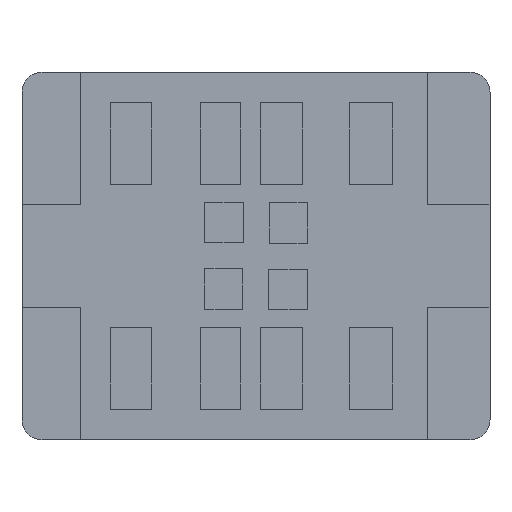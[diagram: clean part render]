
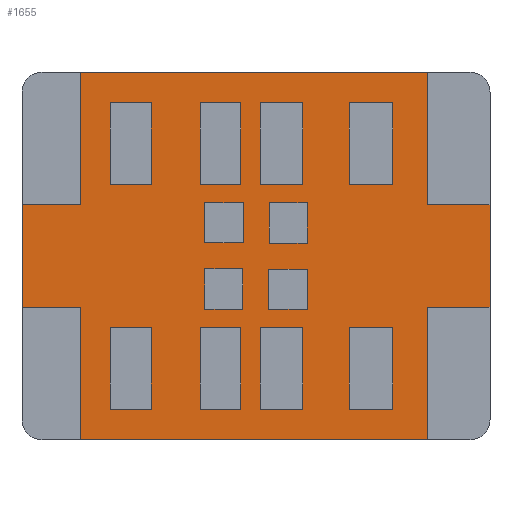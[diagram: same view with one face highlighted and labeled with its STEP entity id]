
A CAD part, front view. The second image highlights one B-rep face of the part: STEP entity #1655.
In plain terms, the highlighted planar face has unit normal (0, -1, 0).
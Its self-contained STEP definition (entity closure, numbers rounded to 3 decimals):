
#48=PLANE('',#1797);
#151=FACE_OUTER_BOUND('',#261,.T.);
#261=EDGE_LOOP('',(#1197,#1198,#1199,#1200,#1201,#1202,#1203,#1204));
#371=LINE('',#2397,#583);
#374=LINE('',#2403,#586);
#375=LINE('',#2407,#587);
#376=LINE('',#2411,#588);
#583=VECTOR('',#1931,10.);
#586=VECTOR('',#1936,10.);
#587=VECTOR('',#1939,10.);
#588=VECTOR('',#1942,10.);
#794=CIRCLE('',#1795,0.6);
#795=CIRCLE('',#1798,0.6);
#796=CIRCLE('',#1799,0.6);
#797=CIRCLE('',#1800,0.6);
#811=VERTEX_POINT('',#2390);
#812=VERTEX_POINT('',#2392);
#813=VERTEX_POINT('',#2396);
#815=VERTEX_POINT('',#2402);
#816=VERTEX_POINT('',#2404);
#817=VERTEX_POINT('',#2406);
#818=VERTEX_POINT('',#2408);
#819=VERTEX_POINT('',#2410);
#963=EDGE_CURVE('',#811,#812,#794,.T.);
#965=EDGE_CURVE('',#812,#813,#371,.T.);
#968=EDGE_CURVE('',#815,#811,#374,.T.);
#969=EDGE_CURVE('',#816,#815,#795,.T.);
#970=EDGE_CURVE('',#817,#816,#375,.T.);
#971=EDGE_CURVE('',#818,#817,#796,.T.);
#972=EDGE_CURVE('',#819,#818,#376,.T.);
#973=EDGE_CURVE('',#813,#819,#797,.T.);
#1197=ORIENTED_EDGE('',*,*,#963,.F.);
#1198=ORIENTED_EDGE('',*,*,#968,.F.);
#1199=ORIENTED_EDGE('',*,*,#969,.F.);
#1200=ORIENTED_EDGE('',*,*,#970,.F.);
#1201=ORIENTED_EDGE('',*,*,#971,.F.);
#1202=ORIENTED_EDGE('',*,*,#972,.F.);
#1203=ORIENTED_EDGE('',*,*,#973,.F.);
#1204=ORIENTED_EDGE('',*,*,#965,.F.);
#1655=ADVANCED_FACE('',(#151),#48,.F.);
#1795=AXIS2_PLACEMENT_3D('',#2393,#1926,#1927);
#1797=AXIS2_PLACEMENT_3D('',#2401,#1934,#1935);
#1798=AXIS2_PLACEMENT_3D('',#2405,#1937,#1938);
#1799=AXIS2_PLACEMENT_3D('',#2409,#1940,#1941);
#1800=AXIS2_PLACEMENT_3D('',#2412,#1943,#1944);
#1926=DIRECTION('center_axis',(0.,1.,0.));
#1927=DIRECTION('ref_axis',(0.707,0.,0.707));
#1931=DIRECTION('',(0.,0.,-1.));
#1934=DIRECTION('center_axis',(0.,1.,0.));
#1935=DIRECTION('ref_axis',(1.,0.,0.));
#1936=DIRECTION('',(1.,0.,0.));
#1937=DIRECTION('center_axis',(0.,1.,0.));
#1938=DIRECTION('ref_axis',(-0.707,0.,0.707));
#1939=DIRECTION('',(0.,0.,1.));
#1940=DIRECTION('center_axis',(0.,1.,0.));
#1941=DIRECTION('ref_axis',(-0.707,0.,-0.707));
#1942=DIRECTION('',(-1.,0.,0.));
#1943=DIRECTION('center_axis',(0.,1.,0.));
#1944=DIRECTION('ref_axis',(0.707,0.,-0.707));
#2390=CARTESIAN_POINT('',(6.4,0.,5.5));
#2392=CARTESIAN_POINT('',(7.,0.,4.9));
#2393=CARTESIAN_POINT('Origin',(6.4,0.,4.9));
#2396=CARTESIAN_POINT('',(7.,0.,-4.9));
#2397=CARTESIAN_POINT('',(7.,0.,5.5));
#2401=CARTESIAN_POINT('Origin',(0.,0.,0.));
#2402=CARTESIAN_POINT('',(-6.4,0.,5.5));
#2403=CARTESIAN_POINT('',(-7.,0.,5.5));
#2404=CARTESIAN_POINT('',(-7.,0.,4.9));
#2405=CARTESIAN_POINT('Origin',(-6.4,0.,4.9));
#2406=CARTESIAN_POINT('',(-7.,0.,-4.9));
#2407=CARTESIAN_POINT('',(-7.,0.,-5.5));
#2408=CARTESIAN_POINT('',(-6.4,0.,-5.5));
#2409=CARTESIAN_POINT('Origin',(-6.4,0.,-4.9));
#2410=CARTESIAN_POINT('',(6.4,0.,-5.5));
#2411=CARTESIAN_POINT('',(7.,0.,-5.5));
#2412=CARTESIAN_POINT('Origin',(6.4,0.,-4.9));
